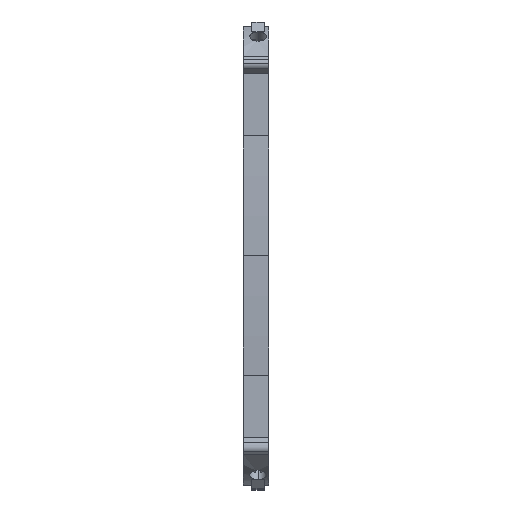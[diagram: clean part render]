
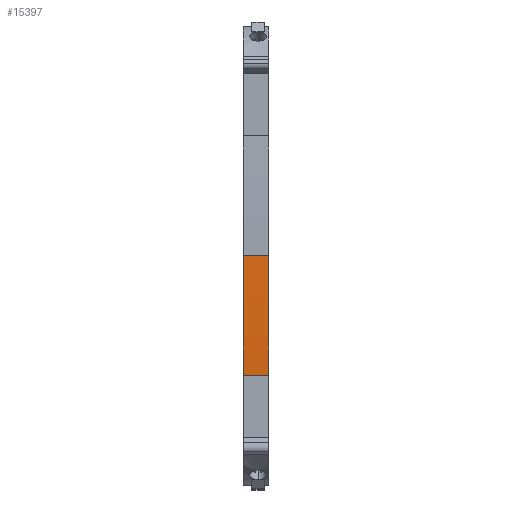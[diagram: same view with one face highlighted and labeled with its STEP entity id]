
A CAD part, top view. The second image highlights one B-rep face of the part: STEP entity #15397.
In plain terms, the highlighted cylindrical face has radius 421 mm (diameter 842 mm), a partial arc.
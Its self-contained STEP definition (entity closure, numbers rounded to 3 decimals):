
#293 = CARTESIAN_POINT ( 'NONE',  ( 3.05, 0., -420. ) ) ;
#872 = CARTESIAN_POINT ( 'NONE',  ( -3.05, 0., 1. ) ) ;
#1007 = EDGE_CURVE ( 'NONE', #7435, #17493, #7684, .T. ) ;
#3827 = LINE ( 'NONE', #24399, #25572 ) ;
#4126 = CYLINDRICAL_SURFACE ( 'NONE', #6344, 421. ) ;
#4697 = EDGE_LOOP ( 'NONE', ( #21813, #23326, #18792, #21120 ) ) ;
#4807 = AXIS2_PLACEMENT_3D ( 'NONE', #8918, #18860, #24774 ) ;
#4975 = EDGE_CURVE ( 'NONE', #17493, #5543, #22895, .T. ) ;
#5273 = DIRECTION ( 'NONE',  ( -1., 0., 0. ) ) ;
#5543 = VERTEX_POINT ( 'NONE', #872 ) ;
#6344 = AXIS2_PLACEMENT_3D ( 'NONE', #8311, #6356, #10472 ) ;
#6356 = DIRECTION ( 'NONE',  ( -1., 0., 0. ) ) ;
#6392 = VECTOR ( 'NONE', #5273, 1000. ) ;
#6409 = VERTEX_POINT ( 'NONE', #16048 ) ;
#6478 = DIRECTION ( 'NONE',  ( -1., 0., 0. ) ) ;
#7435 = VERTEX_POINT ( 'NONE', #20086 ) ;
#7684 = CIRCLE ( 'NONE', #20609, 421. ) ;
#8311 = CARTESIAN_POINT ( 'NONE',  ( 61.059, 0., -420. ) ) ;
#8356 = DIRECTION ( 'NONE',  ( 0., 0., -1. ) ) ;
#8431 = CARTESIAN_POINT ( 'NONE',  ( 61.059, 0., 1. ) ) ;
#8918 = CARTESIAN_POINT ( 'NONE',  ( -3.05, 0., -420. ) ) ;
#9068 = EDGE_CURVE ( 'NONE', #6409, #5543, #11407, .T. ) ;
#10472 = DIRECTION ( 'NONE',  ( 0., 0., 1. ) ) ;
#11407 = CIRCLE ( 'NONE', #4807, 421. ) ;
#15397 = ADVANCED_FACE ( 'NONE', ( #21519 ), #4126, .T. ) ;
#16048 = CARTESIAN_POINT ( 'NONE',  ( -3.05, -29., 0. ) ) ;
#16474 = DIRECTION ( 'NONE',  ( -1., 0., 0. ) ) ;
#17486 = EDGE_CURVE ( 'NONE', #7435, #6409, #3827, .T. ) ;
#17493 = VERTEX_POINT ( 'NONE', #22483 ) ;
#18792 = ORIENTED_EDGE ( 'NONE', *, *, #9068, .F. ) ;
#18860 = DIRECTION ( 'NONE',  ( -1., 0., 0. ) ) ;
#20086 = CARTESIAN_POINT ( 'NONE',  ( 3.05, -29., 0. ) ) ;
#20609 = AXIS2_PLACEMENT_3D ( 'NONE', #293, #6478, #8356 ) ;
#21120 = ORIENTED_EDGE ( 'NONE', *, *, #17486, .F. ) ;
#21519 = FACE_OUTER_BOUND ( 'NONE', #4697, .T. ) ;
#21813 = ORIENTED_EDGE ( 'NONE', *, *, #1007, .T. ) ;
#22483 = CARTESIAN_POINT ( 'NONE',  ( 3.05, 0., 1. ) ) ;
#22895 = LINE ( 'NONE', #8431, #6392 ) ;
#23326 = ORIENTED_EDGE ( 'NONE', *, *, #4975, .T. ) ;
#24399 = CARTESIAN_POINT ( 'NONE',  ( 61.059, -29., 0. ) ) ;
#24774 = DIRECTION ( 'NONE',  ( 0., 0., 1. ) ) ;
#25572 = VECTOR ( 'NONE', #16474, 1000. ) ;
